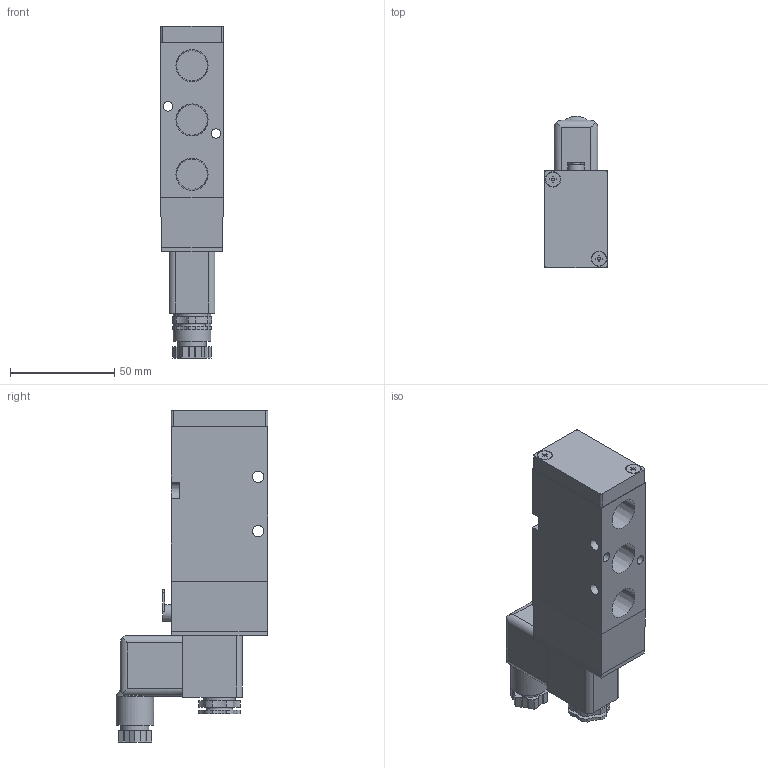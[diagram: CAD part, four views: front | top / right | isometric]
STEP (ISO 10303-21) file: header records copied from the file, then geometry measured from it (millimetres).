
FILE_DESCRIPTION( ( 'STEP AP203' ), '1' );
FILE_NAME( 'MVSC-300-4E1-DC24.stp', '2020-06-23T06:37:00', ( 'License CC BY-ND 4.0' ), ( 'CADENAS' ), ' ', 'PARTsolutions', ' ' );
FILE_SCHEMA( ( 'CONFIG_CONTROL_DESIGN' ) );
Length unit declared in the file: millimetre
Products named in the file (1): _MVSC-300-4E1-DC24
Bounding box: 30 x 72.7 x 159 mm (x, y, z)
Volume: 177219.9 mm3; surface area: 33221.2 mm2
Topology: 1 solids, 1 shells, 208 faces, 537 edges, 355 vertices
Faces by surface type: plane 136, cylinder 65, cone 6, torus 1
Full cylindrical faces by diameter (mm): 2.5 x1, 4.5 x2, 5.5 x2, 5.6 x1, 7 x3, 7.4 x2, 8 x1, 10 x1, 13.5 x1, 15 x1, 18 x1
Entity records: 6313 total; most frequent: CARTESIAN_POINT 1142, DIRECTION 1077, ORIENTED_EDGE 1020, EDGE_CURVE 510, AXIS2_PLACEMENT_3D 361, LINE 355, VECTOR 355, VERTEX_POINT 350
